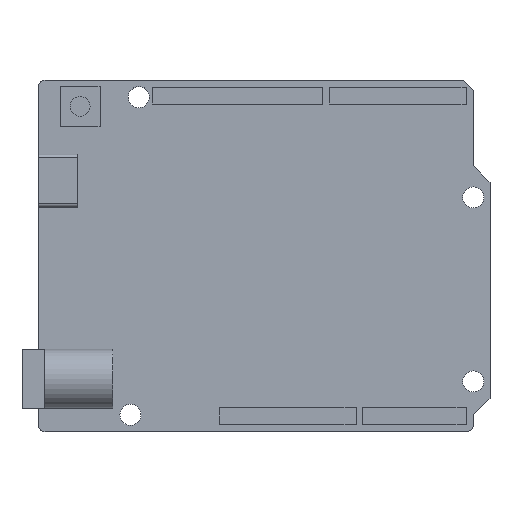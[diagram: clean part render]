
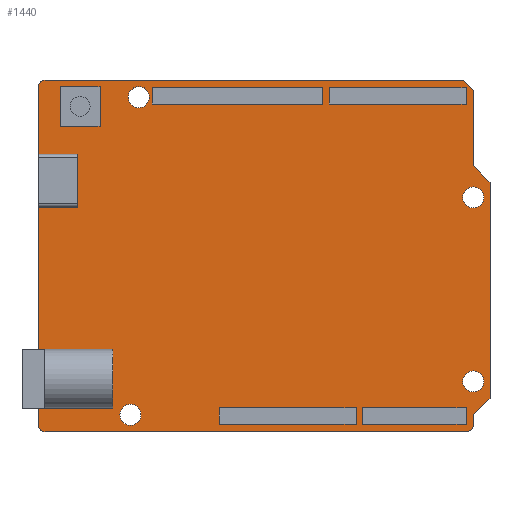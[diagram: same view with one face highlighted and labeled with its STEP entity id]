
A CAD part, top view. The second image highlights one B-rep face of the part: STEP entity #1440.
In plain terms, the highlighted planar face has unit normal (0, 0, 1).
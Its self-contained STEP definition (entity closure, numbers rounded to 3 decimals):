
#29=FACE_BOUND('',#209,.T.);
#30=FACE_BOUND('',#210,.T.);
#31=FACE_BOUND('',#211,.T.);
#32=FACE_BOUND('',#212,.T.);
#49=PLANE('',#1562);
#121=FACE_OUTER_BOUND('',#208,.T.);
#208=EDGE_LOOP('',(#1058,#1059,#1060,#1061,#1062,#1063,#1064,#1065,#1066,
#1067,#1068,#1069));
#209=EDGE_LOOP('',(#1070));
#210=EDGE_LOOP('',(#1071));
#211=EDGE_LOOP('',(#1072));
#212=EDGE_LOOP('',(#1073));
#296=LINE('',#2119,#456);
#299=LINE('',#2125,#459);
#302=LINE('',#2131,#462);
#305=LINE('',#2137,#465);
#308=LINE('',#2143,#468);
#311=LINE('',#2149,#471);
#314=LINE('',#2155,#474);
#318=LINE('',#2167,#478);
#322=LINE('',#2179,#482);
#456=VECTOR('',#1697,10.);
#459=VECTOR('',#1702,10.);
#462=VECTOR('',#1707,10.);
#465=VECTOR('',#1712,10.);
#468=VECTOR('',#1717,10.);
#471=VECTOR('',#1722,10.);
#474=VECTOR('',#1727,10.);
#478=VECTOR('',#1739,10.);
#482=VECTOR('',#1751,10.);
#610=CIRCLE('',#1533,1.6);
#612=CIRCLE('',#1536,1.6);
#614=CIRCLE('',#1539,1.6);
#616=CIRCLE('',#1542,1.6);
#619=CIRCLE('',#1553,1.);
#621=CIRCLE('',#1557,1.);
#623=CIRCLE('',#1561,1.);
#654=VERTEX_POINT('',#2089);
#656=VERTEX_POINT('',#2095);
#658=VERTEX_POINT('',#2101);
#660=VERTEX_POINT('',#2107);
#664=VERTEX_POINT('',#2116);
#665=VERTEX_POINT('',#2118);
#667=VERTEX_POINT('',#2124);
#669=VERTEX_POINT('',#2130);
#671=VERTEX_POINT('',#2136);
#673=VERTEX_POINT('',#2142);
#675=VERTEX_POINT('',#2148);
#677=VERTEX_POINT('',#2154);
#679=VERTEX_POINT('',#2160);
#681=VERTEX_POINT('',#2166);
#683=VERTEX_POINT('',#2172);
#685=VERTEX_POINT('',#2178);
#790=EDGE_CURVE('',#654,#654,#610,.T.);
#793=EDGE_CURVE('',#656,#656,#612,.T.);
#796=EDGE_CURVE('',#658,#658,#614,.T.);
#799=EDGE_CURVE('',#660,#660,#616,.T.);
#804=EDGE_CURVE('',#665,#664,#296,.T.);
#807=EDGE_CURVE('',#667,#665,#299,.T.);
#810=EDGE_CURVE('',#669,#667,#302,.T.);
#813=EDGE_CURVE('',#671,#669,#305,.T.);
#816=EDGE_CURVE('',#673,#671,#308,.T.);
#819=EDGE_CURVE('',#675,#673,#311,.T.);
#822=EDGE_CURVE('',#677,#675,#314,.T.);
#825=EDGE_CURVE('',#679,#677,#619,.T.);
#828=EDGE_CURVE('',#681,#679,#318,.T.);
#831=EDGE_CURVE('',#683,#681,#621,.T.);
#834=EDGE_CURVE('',#685,#683,#322,.T.);
#837=EDGE_CURVE('',#664,#685,#623,.T.);
#1058=ORIENTED_EDGE('',*,*,#837,.T.);
#1059=ORIENTED_EDGE('',*,*,#834,.T.);
#1060=ORIENTED_EDGE('',*,*,#831,.T.);
#1061=ORIENTED_EDGE('',*,*,#828,.T.);
#1062=ORIENTED_EDGE('',*,*,#825,.T.);
#1063=ORIENTED_EDGE('',*,*,#822,.T.);
#1064=ORIENTED_EDGE('',*,*,#819,.T.);
#1065=ORIENTED_EDGE('',*,*,#816,.T.);
#1066=ORIENTED_EDGE('',*,*,#813,.T.);
#1067=ORIENTED_EDGE('',*,*,#810,.T.);
#1068=ORIENTED_EDGE('',*,*,#807,.T.);
#1069=ORIENTED_EDGE('',*,*,#804,.T.);
#1070=ORIENTED_EDGE('',*,*,#799,.T.);
#1071=ORIENTED_EDGE('',*,*,#796,.T.);
#1072=ORIENTED_EDGE('',*,*,#793,.T.);
#1073=ORIENTED_EDGE('',*,*,#790,.T.);
#1440=ADVANCED_FACE('',(#121,#29,#30,#31,#32),#49,.T.);
#1533=AXIS2_PLACEMENT_3D('',#2090,#1667,#1668);
#1536=AXIS2_PLACEMENT_3D('',#2096,#1674,#1675);
#1539=AXIS2_PLACEMENT_3D('',#2102,#1681,#1682);
#1542=AXIS2_PLACEMENT_3D('',#2108,#1688,#1689);
#1553=AXIS2_PLACEMENT_3D('',#2161,#1733,#1734);
#1557=AXIS2_PLACEMENT_3D('',#2173,#1745,#1746);
#1561=AXIS2_PLACEMENT_3D('',#2183,#1757,#1758);
#1562=AXIS2_PLACEMENT_3D('',#2184,#1759,#1760);
#1667=DIRECTION('center_axis',(0.,0.,-1.));
#1668=DIRECTION('ref_axis',(1.,0.,0.));
#1674=DIRECTION('center_axis',(0.,0.,-1.));
#1675=DIRECTION('ref_axis',(1.,0.,0.));
#1681=DIRECTION('center_axis',(0.,0.,-1.));
#1682=DIRECTION('ref_axis',(1.,0.,0.));
#1688=DIRECTION('center_axis',(0.,0.,-1.));
#1689=DIRECTION('ref_axis',(1.,0.,0.));
#1697=DIRECTION('',(-1.,0.,0.));
#1702=DIRECTION('',(-0.707,0.707,0.));
#1707=DIRECTION('',(0.,1.,0.));
#1712=DIRECTION('',(-0.707,0.707,0.));
#1717=DIRECTION('',(0.,1.,0.));
#1722=DIRECTION('',(0.707,0.707,0.));
#1727=DIRECTION('',(0.,1.,0.));
#1733=DIRECTION('center_axis',(0.,0.,1.));
#1734=DIRECTION('ref_axis',(0.,-1.,0.));
#1739=DIRECTION('',(1.,0.,0.));
#1745=DIRECTION('center_axis',(0.,0.,1.));
#1746=DIRECTION('ref_axis',(-1.,0.,0.));
#1751=DIRECTION('',(0.,-1.,0.));
#1757=DIRECTION('center_axis',(0.,0.,1.));
#1758=DIRECTION('ref_axis',(0.,1.,0.));
#1759=DIRECTION('center_axis',(0.,0.,1.));
#1760=DIRECTION('ref_axis',(1.,0.,0.));
#2089=CARTESIAN_POINT('',(12.37,2.54,1.64));
#2090=CARTESIAN_POINT('Origin',(13.97,2.54,1.64));
#2095=CARTESIAN_POINT('',(13.64,50.8,1.64));
#2096=CARTESIAN_POINT('Origin',(15.24,50.8,1.64));
#2101=CARTESIAN_POINT('',(64.44,35.56,1.64));
#2102=CARTESIAN_POINT('Origin',(66.04,35.56,1.64));
#2107=CARTESIAN_POINT('',(64.44,7.62,1.64));
#2108=CARTESIAN_POINT('Origin',(66.04,7.62,1.64));
#2116=CARTESIAN_POINT('',(1.,53.34,1.64));
#2118=CARTESIAN_POINT('',(64.516,53.34,1.64));
#2119=CARTESIAN_POINT('',(1.,53.34,1.64));
#2124=CARTESIAN_POINT('',(66.04,51.816,1.64));
#2125=CARTESIAN_POINT('',(64.516,53.34,1.64));
#2130=CARTESIAN_POINT('',(66.04,40.386,1.64));
#2131=CARTESIAN_POINT('',(66.04,51.816,1.64));
#2136=CARTESIAN_POINT('',(68.58,37.846,1.64));
#2137=CARTESIAN_POINT('',(66.04,40.386,1.64));
#2142=CARTESIAN_POINT('',(68.58,5.08,1.64));
#2143=CARTESIAN_POINT('',(68.58,37.846,1.64));
#2148=CARTESIAN_POINT('',(66.04,2.54,1.64));
#2149=CARTESIAN_POINT('',(68.58,5.08,1.64));
#2154=CARTESIAN_POINT('',(66.04,1.,1.64));
#2155=CARTESIAN_POINT('',(66.04,2.54,1.64));
#2160=CARTESIAN_POINT('',(65.04,0.,1.64));
#2161=CARTESIAN_POINT('Origin',(65.04,1.,1.64));
#2166=CARTESIAN_POINT('',(1.,0.,1.64));
#2167=CARTESIAN_POINT('',(65.04,0.,1.64));
#2172=CARTESIAN_POINT('',(0.,1.,1.64));
#2173=CARTESIAN_POINT('Origin',(1.,1.,1.64));
#2178=CARTESIAN_POINT('',(0.,52.34,1.64));
#2179=CARTESIAN_POINT('',(0.,1.,1.64));
#2183=CARTESIAN_POINT('Origin',(1.,52.34,1.64));
#2184=CARTESIAN_POINT('Origin',(34.29,26.67,1.64));
